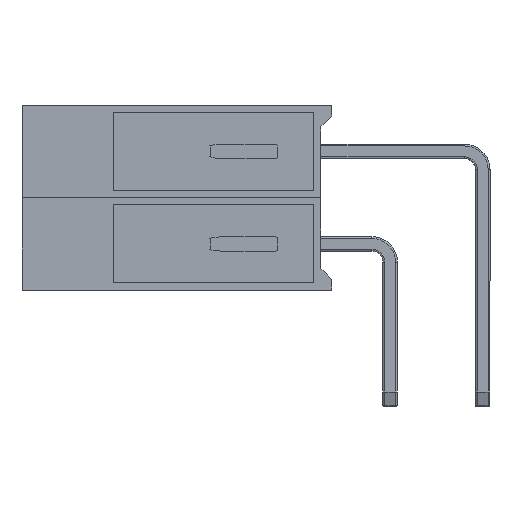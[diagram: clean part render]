
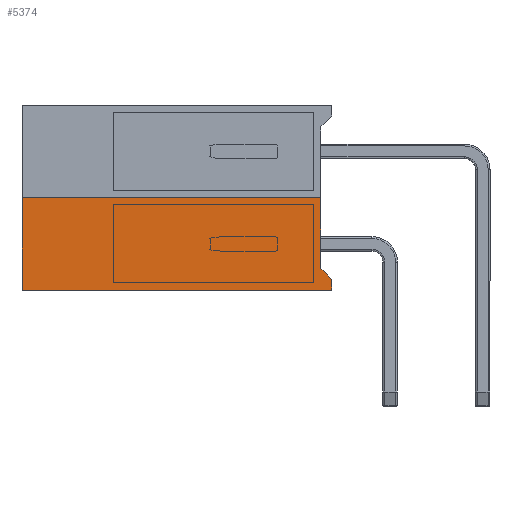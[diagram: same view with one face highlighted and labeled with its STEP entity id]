
A CAD part, left-side view. The second image highlights one B-rep face of the part: STEP entity #5374.
In plain terms, the highlighted planar face has unit normal (-1, 0, 0).
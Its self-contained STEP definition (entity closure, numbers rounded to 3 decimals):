
#339=PLANE('',#5953);
#590=FACE_OUTER_BOUND('',#917,.T.);
#917=EDGE_LOOP('',(#4095,#4096,#4097,#4098,#4099,#4100));
#1279=LINE('',#8989,#1663);
#1283=LINE('',#8996,#1667);
#1294=LINE('',#9020,#1678);
#1297=LINE('',#9026,#1681);
#1298=LINE('',#9028,#1682);
#1299=LINE('',#9029,#1683);
#1663=VECTOR('',#7214,10.);
#1667=VECTOR('',#7220,10.);
#1678=VECTOR('',#7243,10.);
#1681=VECTOR('',#7248,10.);
#1682=VECTOR('',#7249,10.);
#1683=VECTOR('',#7250,10.);
#2367=VERTEX_POINT('',#8986);
#2368=VERTEX_POINT('',#8988);
#2370=VERTEX_POINT('',#8994);
#2377=VERTEX_POINT('',#9019);
#2379=VERTEX_POINT('',#9025);
#2380=VERTEX_POINT('',#9027);
#2951=EDGE_CURVE('',#2367,#2368,#1279,.T.);
#2955=EDGE_CURVE('',#2367,#2370,#1283,.T.);
#2968=EDGE_CURVE('',#2377,#2368,#1294,.T.);
#2971=EDGE_CURVE('',#2370,#2379,#1297,.T.);
#2972=EDGE_CURVE('',#2380,#2379,#1298,.T.);
#2973=EDGE_CURVE('',#2377,#2380,#1299,.T.);
#4095=ORIENTED_EDGE('',*,*,#2955,.T.);
#4096=ORIENTED_EDGE('',*,*,#2971,.T.);
#4097=ORIENTED_EDGE('',*,*,#2972,.F.);
#4098=ORIENTED_EDGE('',*,*,#2973,.F.);
#4099=ORIENTED_EDGE('',*,*,#2968,.T.);
#4100=ORIENTED_EDGE('',*,*,#2951,.F.);
#5374=ADVANCED_FACE('',(#590),#339,.T.);
#5953=AXIS2_PLACEMENT_3D('',#9024,#7246,#7247);
#7214=DIRECTION('',(0.,-0.707,-0.707));
#7220=DIRECTION('',(0.,0.,1.));
#7243=DIRECTION('',(0.,0.,1.));
#7246=DIRECTION('center_axis',(-1.,0.,0.));
#7247=DIRECTION('ref_axis',(0.,0.,
1.));
#7248=DIRECTION('',(0.,1.,0.));
#7249=DIRECTION('',(0.,0.,1.));
#7250=DIRECTION('',(0.,1.,0.));
#8986=CARTESIAN_POINT('',(-1.27,1.9,0.6));
#8988=CARTESIAN_POINT('',(-1.27,1.6,0.3));
#8989=CARTESIAN_POINT('',(-1.27,1.6,0.3));
#8994=CARTESIAN_POINT('',(-1.27,1.9,2.54));
#8996=CARTESIAN_POINT('',(-1.27,1.9,0.635));
#9019=CARTESIAN_POINT('',(-1.27,1.6,0.));
#9020=CARTESIAN_POINT('',(-1.27,1.6,0.));
#9024=CARTESIAN_POINT('Origin',(-1.27,1.6,0.));
#9025=CARTESIAN_POINT('',(-1.27,10.1,2.54));
#9026=CARTESIAN_POINT('',(-1.27,1.6,2.54));
#9027=CARTESIAN_POINT('',(-1.27,10.1,0.));
#9028=CARTESIAN_POINT('',(-1.27,10.1,0.));
#9029=CARTESIAN_POINT('',(-1.27,1.6,0.));
